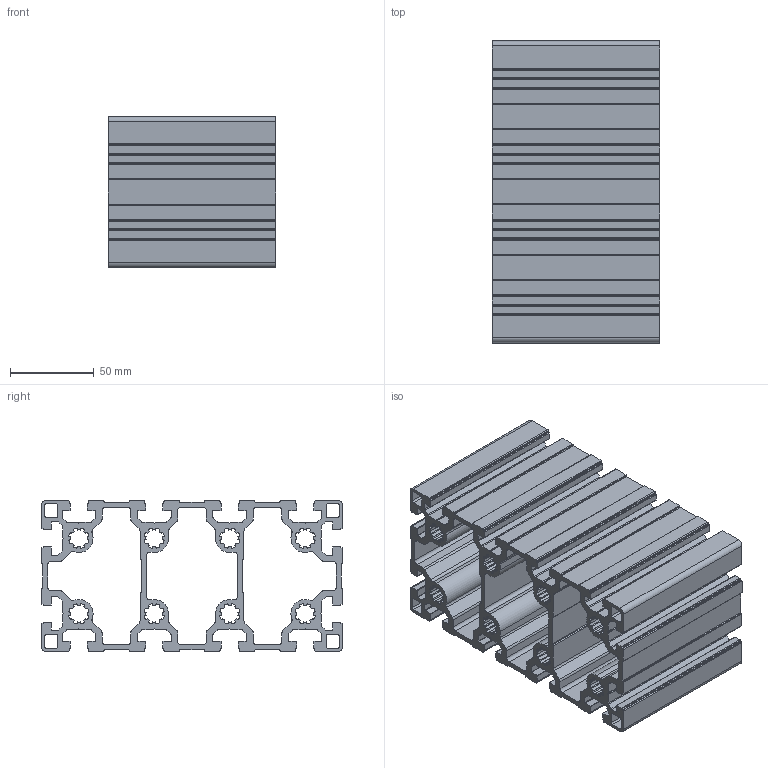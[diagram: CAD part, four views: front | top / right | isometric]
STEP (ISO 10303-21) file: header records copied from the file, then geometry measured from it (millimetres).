
FILE_DESCRIPTION (( 'STEP AP214' ), '1' );
FILE_NAME ('084.105.013.STEP', '2020-07-23T08:01:46', ( '' ), ( '' ), 'SwSTEP 2.0', 'SolidWorks 2018', '' );
FILE_SCHEMA (( 'AUTOMOTIVE_DESIGN' ));
Length unit declared in the file: millimetre
Products named in the file (1): 084.105.013
Bounding box: 100 x 180 x 90 mm (x, y, z)
Volume: 432254.9 mm3; surface area: 237265.1 mm2
Topology: 1 solids, 1 shells, 1070 faces, 3204 edges, 2136 vertices
Faces by surface type: cylinder 632, plane 438
Entity records: 36626 total; most frequent: DIRECTION 6610, CARTESIAN_POINT 6411, ORIENTED_EDGE 6408, EDGE_CURVE 3204, AXIS2_PLACEMENT_3D 2335, VERTEX_POINT 2136, LINE 1940, VECTOR 1940
